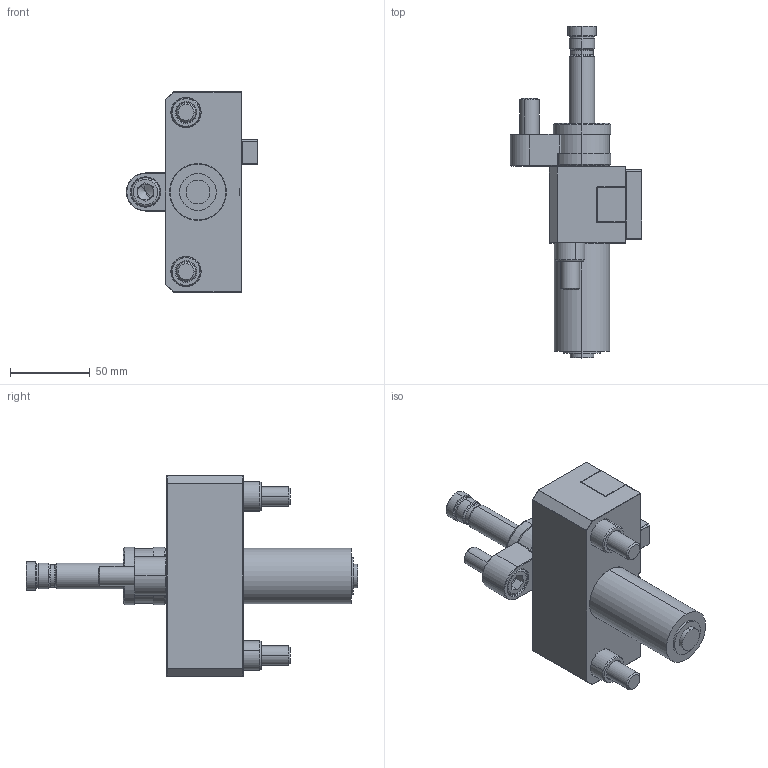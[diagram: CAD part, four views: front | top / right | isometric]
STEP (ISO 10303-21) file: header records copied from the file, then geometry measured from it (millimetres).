
FILE_DESCRIPTION (( 'STEP AP214' ), '1' );
FILE_NAME ('LS30050L.STEP', '2024-09-04T08:10:14', ( '' ), ( '' ), 'SwSTEP 2.0', 'SolidWorks 2021', '' );
FILE_SCHEMA (( 'AUTOMOTIVE_DESIGN' ));
Length unit declared in the file: millimetre
Products named in the file (10): 9LS30050L-BC; 9LS30050L-C1; 9LS30050L-B1; 1DIN9121230_DIN 912 M12 x 30; 9LS30050L-C2; 9LS30050L-A2; 9LS30050L-A1; ZBS050; 1DIN9121265_DIN 912 M12 x 40 --- 40C; LS30050L
Assembly tree (11 placements, depth 2):
  LS30050L
    9LS30050L-BC
    9LS30050L-B1
    9LS30050L-C1
    9LS30050L-C2
    9LS30050L-A1
    9LS30050L-A2
    ZBS050  x2
    1DIN9121265_DIN 912 M12 x 40 --- 40C  x2
    1DIN9121230_DIN 912 M12 x 30
Bounding box: 82.5 x 208.7 x 126 mm (x, y, z)
Volume: 393016.7 mm3; surface area: 118269.4 mm2
Topology: 13 solids, 13 shells, 732 faces, 1661 edges, 945 vertices
Faces by surface type: plane 244, cylinder 225, cone 94, torus 76, sphere 54, bspline 39
Entity records: 22724 total; most frequent: CARTESIAN_POINT 5762, DIRECTION 3334, ORIENTED_EDGE 3000, EDGE_CURVE 1500, AXIS2_PLACEMENT_3D 1278, VERTEX_POINT 882, LINE 778, VECTOR 778
